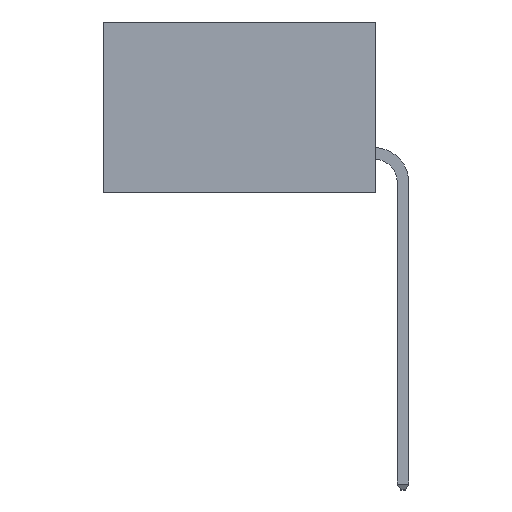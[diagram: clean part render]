
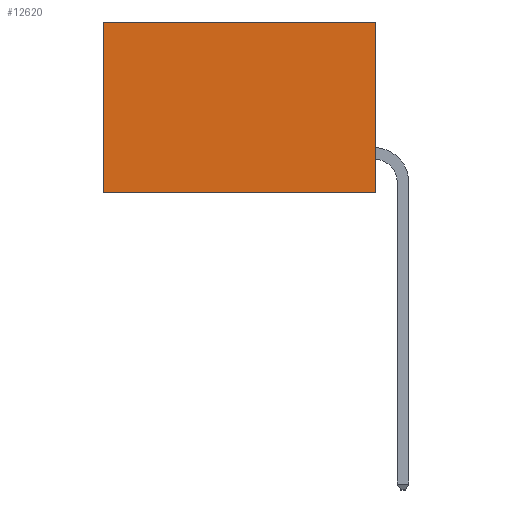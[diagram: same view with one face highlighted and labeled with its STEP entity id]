
A CAD part, left-side view. The second image highlights one B-rep face of the part: STEP entity #12620.
In plain terms, the highlighted planar face has unit normal (-1, 0, 0).
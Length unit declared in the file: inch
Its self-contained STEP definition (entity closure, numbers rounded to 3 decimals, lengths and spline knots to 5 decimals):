
#437 = DIRECTION ( 'NONE',  ( 1., 0., 0. ) ) ;
#865 = VERTEX_POINT ( 'NONE', #22860 ) ;
#1243 = VECTOR ( 'NONE', #9878, 39.37008 ) ;
#1855 = LINE ( 'NONE', #15933, #1243 ) ;
#2521 = ORIENTED_EDGE ( 'NONE', *, *, #5010, .T. ) ;
#5010 = EDGE_CURVE ( 'NONE', #13955, #21985, #8756, .T. ) ;
#8756 = LINE ( 'NONE', #12201, #18934 ) ;
#9818 = ORIENTED_EDGE ( 'NONE', *, *, #21557, .T. ) ;
#9878 = DIRECTION ( 'NONE',  ( 0., 0., -1. ) ) ;
#10158 = DIRECTION ( 'NONE',  ( 0., 0., -1. ) ) ;
#10667 = CARTESIAN_POINT ( 'NONE',  ( 0.277, 0., -0.37 ) ) ;
#11141 = DIRECTION ( 'NONE',  ( 0., 1., 0. ) ) ;
#12201 = CARTESIAN_POINT ( 'NONE',  ( 0.277, 0., 0. ) ) ;
#12343 = LINE ( 'NONE', #24300, #22515 ) ;
#12620 = ADVANCED_FACE ( 'NONE', ( #25804 ), #12667, .F. ) ;
#12667 = PLANE ( 'NONE',  #26224 ) ;
#13333 = VECTOR ( 'NONE', #16682, 39.37008 ) ;
#13955 = VERTEX_POINT ( 'NONE', #15123 ) ;
#14728 = DIRECTION ( 'NONE',  ( 0., 0., -1. ) ) ;
#15123 = CARTESIAN_POINT ( 'NONE',  ( 0.277, 0., 0. ) ) ;
#15926 = CARTESIAN_POINT ( 'NONE',  ( 0.277, 0.59, -0.37 ) ) ;
#15933 = CARTESIAN_POINT ( 'NONE',  ( 0.277, 0.59, -0.37 ) ) ;
#16445 = EDGE_CURVE ( 'NONE', #13955, #865, #12343, .T. ) ;
#16680 = EDGE_LOOP ( 'NONE', ( #9818, #25102, #23998, #2521 ) ) ;
#16682 = DIRECTION ( 'NONE',  ( 0., 1., 0. ) ) ;
#18759 = CARTESIAN_POINT ( 'NONE',  ( 0.277, 0., -0.37 ) ) ;
#18934 = VECTOR ( 'NONE', #11141, 39.37008 ) ;
#21557 = EDGE_CURVE ( 'NONE', #21985, #23392, #1855, .T. ) ;
#21985 = VERTEX_POINT ( 'NONE', #25403 ) ;
#22294 = EDGE_CURVE ( 'NONE', #865, #23392, #24097, .T. ) ;
#22515 = VECTOR ( 'NONE', #10158, 39.37008 ) ;
#22860 = CARTESIAN_POINT ( 'NONE',  ( 0.277, 0., -0.37 ) ) ;
#23392 = VERTEX_POINT ( 'NONE', #15926 ) ;
#23998 = ORIENTED_EDGE ( 'NONE', *, *, #16445, .F. ) ;
#24097 = LINE ( 'NONE', #18759, #13333 ) ;
#24300 = CARTESIAN_POINT ( 'NONE',  ( 0.277, 0., -0.37 ) ) ;
#25102 = ORIENTED_EDGE ( 'NONE', *, *, #22294, .F. ) ;
#25403 = CARTESIAN_POINT ( 'NONE',  ( 0.277, 0.59, 0. ) ) ;
#25804 = FACE_OUTER_BOUND ( 'NONE', #16680, .T. ) ;
#26224 = AXIS2_PLACEMENT_3D ( 'NONE', #10667, #437, #14728 ) ;
